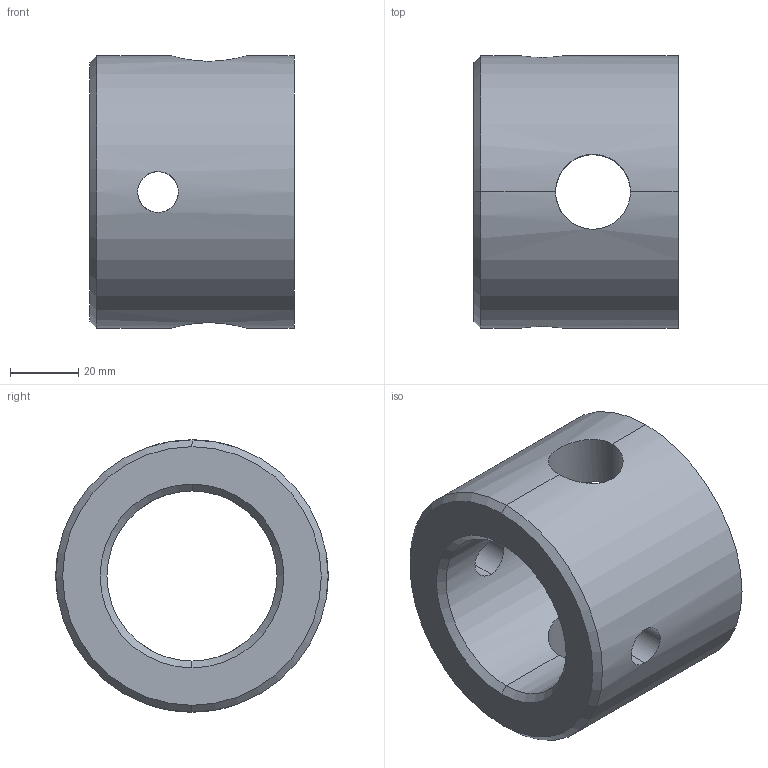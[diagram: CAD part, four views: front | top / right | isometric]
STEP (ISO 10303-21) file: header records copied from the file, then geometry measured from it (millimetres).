
FILE_DESCRIPTION (( 'STEP AP214' ), '1' );
FILE_NAME ('sleeve.STEP', '2025-01-18T10:57:56', ( '' ), ( '' ), 'SwSTEP 2.0', 'SolidWorks 2024', '' );
FILE_SCHEMA (( 'AUTOMOTIVE_DESIGN' ));
Length unit declared in the file: millimetre
Products named in the file (1): sleeve
Bounding box: 60 x 80 x 80 mm (x, y, z)
Volume: 167972.1 mm3; surface area: 31432.1 mm2
Topology: 1 solids, 1 shells, 18 faces, 48 edges, 28 vertices
Faces by surface type: cylinder 12, cone 4, plane 2
Entity records: 1273 total; most frequent: CARTESIAN_POINT 809, ORIENTED_EDGE 96, DIRECTION 82, EDGE_CURVE 48, AXIS2_PLACEMENT_3D 31, VERTEX_POINT 28, EDGE_LOOP 24, VECTOR 20
